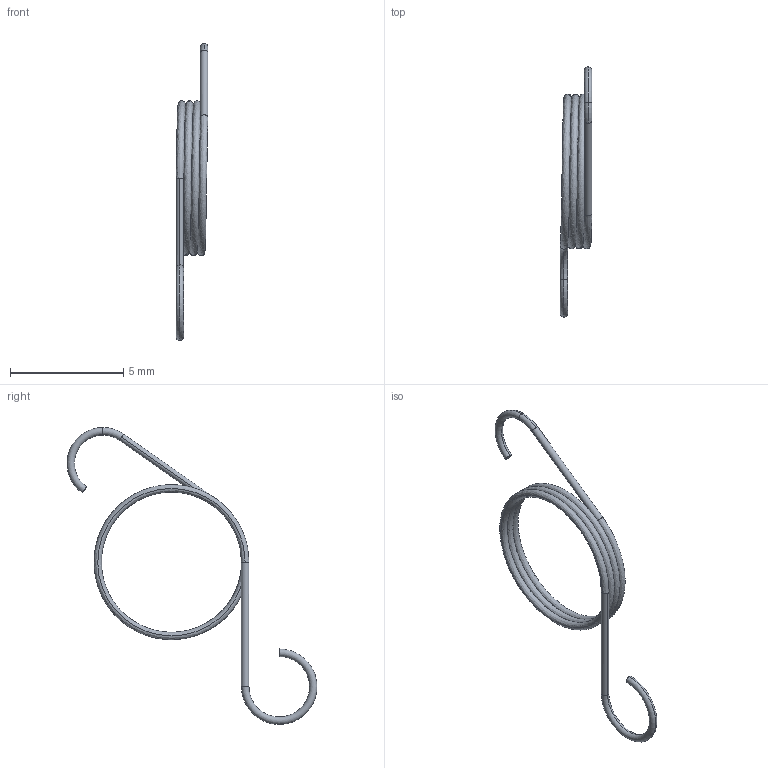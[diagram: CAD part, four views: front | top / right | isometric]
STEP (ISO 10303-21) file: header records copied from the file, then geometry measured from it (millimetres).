
FILE_DESCRIPTION (( 'STEP AP214' ), '1' );
FILE_NAME ('Counter - Ratchet Fork Spring.STEP', '2025-07-06T08:34:36', ( '' ), ( '' ), 'SwSTEP 2.0', 'SolidWorks 2025', '' );
FILE_SCHEMA (( 'AUTOMOTIVE_DESIGN' ));
Length unit declared in the file: millimetre
Products named in the file (1): Counter - Ratchet Fork Spring
Bounding box: 1.4 x 11.02 x 13.09 mm (x, y, z)
Volume: 7.4 mm3; surface area: 89.7 mm2
Topology: 1 solids, 1 shells, 14 faces, 35 edges, 28 vertices
Faces by surface type: torus 6, bspline 4, cylinder 2, plane 2
Entity records: 2018 total; most frequent: CARTESIAN_POINT 1685, DIRECTION 66, ORIENTED_EDGE 60, AXIS2_PLACEMENT_3D 31, EDGE_CURVE 30, CIRCLE 20, VERTEX_POINT 18, ADVANCED_FACE 14
